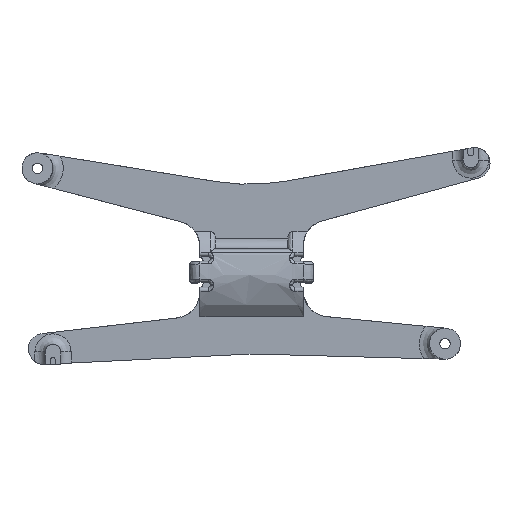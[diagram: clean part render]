
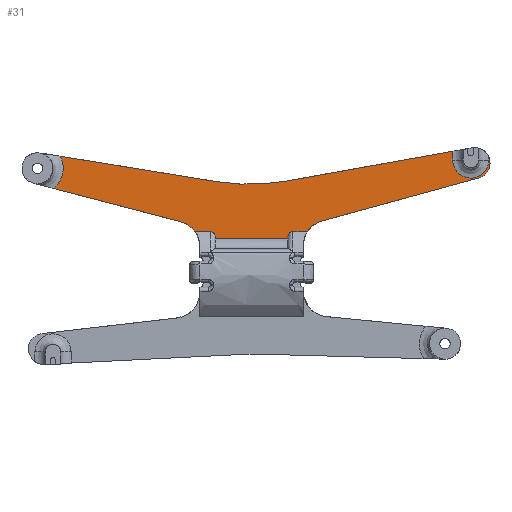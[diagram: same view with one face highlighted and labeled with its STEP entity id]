
A CAD part, front view. The second image highlights one B-rep face of the part: STEP entity #31.
In plain terms, the highlighted planar face has unit normal (0, -1, 0).
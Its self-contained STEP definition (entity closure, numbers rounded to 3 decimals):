
#31=ADVANCED_FACE('',(#243),#3397,.T.);
#243=FACE_OUTER_BOUND('',#456,.T.);
#456=EDGE_LOOP('',(#725,#726,#727,#728,#729,#730,#731,#732,#733,#734,#735,
#736,#737,#738,#739,#740,#741));
#725=ORIENTED_EDGE('',*,*,#1841,.T.);
#726=ORIENTED_EDGE('',*,*,#1842,.T.);
#727=ORIENTED_EDGE('',*,*,#1843,.T.);
#728=ORIENTED_EDGE('',*,*,#1844,.T.);
#729=ORIENTED_EDGE('',*,*,#1845,.F.);
#730=ORIENTED_EDGE('',*,*,#1846,.T.);
#731=ORIENTED_EDGE('',*,*,#1847,.F.);
#732=ORIENTED_EDGE('',*,*,#1848,.F.);
#733=ORIENTED_EDGE('',*,*,#1849,.T.);
#734=ORIENTED_EDGE('',*,*,#1850,.T.);
#735=ORIENTED_EDGE('',*,*,#1851,.T.);
#736=ORIENTED_EDGE('',*,*,#1852,.F.);
#737=ORIENTED_EDGE('',*,*,#1853,.T.);
#738=ORIENTED_EDGE('',*,*,#1854,.F.);
#739=ORIENTED_EDGE('',*,*,#1855,.T.);
#740=ORIENTED_EDGE('',*,*,#1856,.F.);
#741=ORIENTED_EDGE('',*,*,#1857,.T.);
#1841=EDGE_CURVE('',#2957,#2958,#2381,.T.);
#1842=EDGE_CURVE('',#2958,#2959,#2382,.T.);
#1843=EDGE_CURVE('',#2959,#2960,#2383,.T.);
#1844=EDGE_CURVE('',#2960,#2961,#2384,.T.);
#1845=EDGE_CURVE('',#2962,#2961,#2385,.T.);
#1846=EDGE_CURVE('',#2962,#2963,#2717,.T.);
#1847=EDGE_CURVE('',#2964,#2963,#2386,.T.);
#1848=EDGE_CURVE('',#2965,#2964,#2718,.T.);
#1849=EDGE_CURVE('',#2965,#2966,#2387,.T.);
#1850=EDGE_CURVE('',#2966,#2967,#2719,.T.);
#1851=EDGE_CURVE('',#2967,#2968,#2388,.T.);
#1852=EDGE_CURVE('',#2969,#2968,#2389,.T.);
#1853=EDGE_CURVE('',#2969,#2970,#2720,.T.);
#1854=EDGE_CURVE('',#2971,#2970,#2390,.T.);
#1855=EDGE_CURVE('',#2971,#2972,#2721,.T.);
#1856=EDGE_CURVE('',#2973,#2972,#2391,.T.);
#1857=EDGE_CURVE('',#2973,#2957,#2722,.T.);
#2381=B_SPLINE_CURVE_WITH_KNOTS('',1,(#9959,#9960),.UNSPECIFIED.,.F.,.F.,
(2,2),(0.,1.462),.UNSPECIFIED.);
#2382=B_SPLINE_CURVE_WITH_KNOTS('',3,(#9961,#9962,#9963,#9964,#9965,#9966,
#9967,#9968,#9969,#9970,#9971,#9972),.UNSPECIFIED.,.F.,.F.,(4,2,2,2,2,4),
(0.,0.,0.,0.,0.001,
0.001),.UNSPECIFIED.);
#2383=B_SPLINE_CURVE_WITH_KNOTS('',1,(#9973,#9974),.UNSPECIFIED.,.F.,.F.,
(2,2),(0.,7.002),.UNSPECIFIED.);
#2384=B_SPLINE_CURVE_WITH_KNOTS('',3,(#9975,#9976,#9977,#9978,#9979,#9980,
#9981,#9982,#9983,#9984,#9985,#9986),.UNSPECIFIED.,.F.,.F.,(4,2,2,2,2,4),
(0.,0.,0.001,0.001,0.001,
0.001),.UNSPECIFIED.);
#2385=B_SPLINE_CURVE_WITH_KNOTS('',1,(#9987,#9988),.UNSPECIFIED.,.F.,.F.,
(2,2),(0.,1.403),.UNSPECIFIED.);
#2386=B_SPLINE_CURVE_WITH_KNOTS('',1,(#9992,#9993),.UNSPECIFIED.,.F.,.F.,
(2,2),(0.,15.72),.UNSPECIFIED.);
#2387=B_SPLINE_CURVE_WITH_KNOTS('',1,(#9999,#10000),.UNSPECIFIED.,.F.,.F.,
(2,2),(0.,0.258),.UNSPECIFIED.);
#2388=B_SPLINE_CURVE_WITH_KNOTS('',1,(#10006,#10007),.UNSPECIFIED.,.F.,.F.,
(2,2),(0.,0.846),.UNSPECIFIED.);
#2389=B_SPLINE_CURVE_WITH_KNOTS('',1,(#10008,#10009),.UNSPECIFIED.,.F.,.F.,
(2,2),(0.,16.403),.UNSPECIFIED.);
#2390=B_SPLINE_CURVE_WITH_KNOTS('',1,(#10013,#10014),.UNSPECIFIED.,.F.,.F.,
(2,2),(0.,15.371),.UNSPECIFIED.);
#2391=B_SPLINE_CURVE_WITH_KNOTS('',1,(#10018,#10019),.UNSPECIFIED.,.F.,.F.,
(2,2),(0.,12.738),.UNSPECIFIED.);
#2717=(
BOUNDED_CURVE()
B_SPLINE_CURVE(2,(#9989,#9990,#9991),.UNSPECIFIED.,.F.,.F.)
B_SPLINE_CURVE_WITH_KNOTS((3,3),(0.,1.82),.UNSPECIFIED.)
CURVE()
GEOMETRIC_REPRESENTATION_ITEM()
RATIONAL_B_SPLINE_CURVE((1.,0.934,1.))
REPRESENTATION_ITEM('')
);
#2718=(
BOUNDED_CURVE()
B_SPLINE_CURVE(2,(#9994,#9995,#9996,#9997,#9998),.UNSPECIFIED.,.F.,.F.)
B_SPLINE_CURVE_WITH_KNOTS((3,2,3),(0.,1.264,2.528),
 .UNSPECIFIED.)
CURVE()
GEOMETRIC_REPRESENTATION_ITEM()
RATIONAL_B_SPLINE_CURVE((1.,0.913,1.,0.913,1.))
REPRESENTATION_ITEM('')
);
#2719=(
BOUNDED_CURVE()
B_SPLINE_CURVE(2,(#10001,#10002,#10003,#10004,#10005),.UNSPECIFIED.,.F.,
 .F.)
B_SPLINE_CURVE_WITH_KNOTS((3,2,3),(0.,2.749,5.498),
 .UNSPECIFIED.)
CURVE()
GEOMETRIC_REPRESENTATION_ITEM()
RATIONAL_B_SPLINE_CURVE((1.,0.707,1.,0.707,1.))
REPRESENTATION_ITEM('')
);
#2720=(
BOUNDED_CURVE()
B_SPLINE_CURVE(2,(#10010,#10011,#10012),.UNSPECIFIED.,.F.,.F.)
B_SPLINE_CURVE_WITH_KNOTS((3,3),(0.,6.748),.UNSPECIFIED.)
CURVE()
GEOMETRIC_REPRESENTATION_ITEM()
RATIONAL_B_SPLINE_CURVE((1.,0.986,1.))
REPRESENTATION_ITEM('')
);
#2721=(
BOUNDED_CURVE()
B_SPLINE_CURVE(2,(#10015,#10016,#10017),.UNSPECIFIED.,.F.,.F.)
B_SPLINE_CURVE_WITH_KNOTS((3,3),(0.,3.454),.UNSPECIFIED.)
CURVE()
GEOMETRIC_REPRESENTATION_ITEM()
RATIONAL_B_SPLINE_CURVE((1.,0.771,1.))
REPRESENTATION_ITEM('')
);
#2722=(
BOUNDED_CURVE()
B_SPLINE_CURVE(2,(#10020,#10021,#10022),.UNSPECIFIED.,.F.,.F.)
B_SPLINE_CURVE_WITH_KNOTS((3,3),(0.,1.745),.UNSPECIFIED.)
CURVE()
GEOMETRIC_REPRESENTATION_ITEM()
RATIONAL_B_SPLINE_CURVE((1.,0.94,1.))
REPRESENTATION_ITEM('')
);
#2957=VERTEX_POINT('',#9410);
#2958=VERTEX_POINT('',#9411);
#2959=VERTEX_POINT('',#9412);
#2960=VERTEX_POINT('',#9413);
#2961=VERTEX_POINT('',#9414);
#2962=VERTEX_POINT('',#9415);
#2963=VERTEX_POINT('',#9416);
#2964=VERTEX_POINT('',#9417);
#2965=VERTEX_POINT('',#9418);
#2966=VERTEX_POINT('',#9419);
#2967=VERTEX_POINT('',#9420);
#2968=VERTEX_POINT('',#9421);
#2969=VERTEX_POINT('',#9422);
#2970=VERTEX_POINT('',#9423);
#2971=VERTEX_POINT('',#9424);
#2972=VERTEX_POINT('',#9425);
#2973=VERTEX_POINT('',#9426);
#3397=PLANE('',#3558);
#3558=AXIS2_PLACEMENT_3D('',#3740,#3634,$);
#3634=DIRECTION('',(0.,-1.,0.));
#3740=CARTESIAN_POINT('',(-21.309,-0.245,11.569));
#9410=CARTESIAN_POINT('',(-5.462,-0.245,3.355));
#9411=CARTESIAN_POINT('',(-4.,-0.245,3.355));
#9412=CARTESIAN_POINT('',(-3.501,-0.245,2.703));
#9413=CARTESIAN_POINT('',(3.501,-0.245,2.703));
#9414=CARTESIAN_POINT('',(4.,-0.245,3.355));
#9415=CARTESIAN_POINT('',(5.403,-0.245,3.355));
#9416=CARTESIAN_POINT('',(6.84,-0.245,4.405));
#9417=CARTESIAN_POINT('',(22.004,-0.245,8.553));
#9418=CARTESIAN_POINT('',(23.,-0.245,10.558));
#9419=CARTESIAN_POINT('',(23.,-0.245,10.3));
#9420=CARTESIAN_POINT('',(19.5,-0.245,10.3));
#9421=CARTESIAN_POINT('',(19.5,-0.245,11.146));
#9422=CARTESIAN_POINT('',(3.353,-0.245,8.26));
#9423=CARTESIAN_POINT('',(-3.362,-0.245,8.205));
#9424=CARTESIAN_POINT('',(-18.536,-0.245,10.661));
#9425=CARTESIAN_POINT('',(-19.194,-0.245,7.544));
#9426=CARTESIAN_POINT('',(-6.869,-0.245,4.327));
#9959=CARTESIAN_POINT('',(-5.462,-0.245,3.355));
#9960=CARTESIAN_POINT('',(-4.,-0.245,3.355));
#9961=CARTESIAN_POINT('',(-4.,-0.245,3.355));
#9962=CARTESIAN_POINT('',(-3.954,-0.245,3.355));
#9963=CARTESIAN_POINT('',(-3.908,-0.245,3.347));
#9964=CARTESIAN_POINT('',(-3.823,-0.245,3.315));
#9965=CARTESIAN_POINT('',(-3.782,-0.245,3.291));
#9966=CARTESIAN_POINT('',(-3.699,-0.245,3.225));
#9967=CARTESIAN_POINT('',(-3.658,-0.245,3.178));
#9968=CARTESIAN_POINT('',(-3.581,-0.245,3.058));
#9969=CARTESIAN_POINT('',(-3.549,-0.245,2.98));
#9970=CARTESIAN_POINT('',(-3.513,-0.245,2.836));
#9971=CARTESIAN_POINT('',(-3.504,-0.245,2.769));
#9972=CARTESIAN_POINT('',(-3.501,-0.245,2.703));
#9973=CARTESIAN_POINT('',(-3.501,-0.245,2.703));
#9974=CARTESIAN_POINT('',(3.501,-0.245,2.703));
#9975=CARTESIAN_POINT('',(3.501,-0.245,2.703));
#9976=CARTESIAN_POINT('',(3.505,-0.245,2.809));
#9977=CARTESIAN_POINT('',(3.526,-0.245,2.916));
#9978=CARTESIAN_POINT('',(3.592,-0.245,3.076));
#9979=CARTESIAN_POINT('',(3.628,-0.245,3.138));
#9980=CARTESIAN_POINT('',(3.706,-0.245,3.231));
#9981=CARTESIAN_POINT('',(3.749,-0.245,3.268));
#9982=CARTESIAN_POINT('',(3.833,-0.245,3.32));
#9983=CARTESIAN_POINT('',(3.877,-0.245,3.338));
#9984=CARTESIAN_POINT('',(3.946,-0.245,3.352));
#9985=CARTESIAN_POINT('',(3.974,-0.245,3.355));
#9986=CARTESIAN_POINT('',(4.,-0.245,3.355));
#9987=CARTESIAN_POINT('',(5.403,-0.245,3.355));
#9988=CARTESIAN_POINT('',(4.,-0.245,3.355));
#9989=CARTESIAN_POINT('',(5.403,-0.245,3.355));
#9990=CARTESIAN_POINT('',(5.922,-0.245,4.154));
#9991=CARTESIAN_POINT('',(6.84,-0.245,4.405));
#9992=CARTESIAN_POINT('',(22.004,-0.245,8.553));
#9993=CARTESIAN_POINT('',(6.84,-0.245,4.405));
#9994=CARTESIAN_POINT('',(23.,-0.245,10.558));
#9995=CARTESIAN_POINT('',(23.25,-0.245,9.934));
#9996=CARTESIAN_POINT('',(22.951,-0.245,9.333));
#9997=CARTESIAN_POINT('',(22.652,-0.245,8.731));
#9998=CARTESIAN_POINT('',(22.004,-0.245,8.553));
#9999=CARTESIAN_POINT('',(23.,-0.245,10.558));
#10000=CARTESIAN_POINT('',(23.,-0.245,10.3));
#10001=CARTESIAN_POINT('',(23.,-0.245,10.3));
#10002=CARTESIAN_POINT('',(23.,-0.245,8.55));
#10003=CARTESIAN_POINT('',(21.25,-0.245,8.55));
#10004=CARTESIAN_POINT('',(19.5,-0.245,8.55));
#10005=CARTESIAN_POINT('',(19.5,-0.245,10.3));
#10006=CARTESIAN_POINT('',(19.5,-0.245,10.3));
#10007=CARTESIAN_POINT('',(19.5,-0.245,11.146));
#10008=CARTESIAN_POINT('',(3.353,-0.245,8.26));
#10009=CARTESIAN_POINT('',(19.5,-0.245,11.146));
#10010=CARTESIAN_POINT('',(3.353,-0.245,8.26));
#10011=CARTESIAN_POINT('',(0.,-0.245,7.661));
#10012=CARTESIAN_POINT('',(-3.362,-0.245,8.205));
#10013=CARTESIAN_POINT('',(-18.536,-0.245,10.661));
#10014=CARTESIAN_POINT('',(-3.362,-0.245,8.205));
#10015=CARTESIAN_POINT('',(-18.536,-0.245,10.661));
#10016=CARTESIAN_POINT('',(-17.576,-0.245,8.83));
#10017=CARTESIAN_POINT('',(-19.194,-0.245,7.544));
#10018=CARTESIAN_POINT('',(-6.869,-0.245,4.327));
#10019=CARTESIAN_POINT('',(-19.194,-0.245,7.544));
#10020=CARTESIAN_POINT('',(-6.869,-0.245,4.327));
#10021=CARTESIAN_POINT('',(-5.988,-0.245,4.097));
#10022=CARTESIAN_POINT('',(-5.462,-0.245,3.355));
